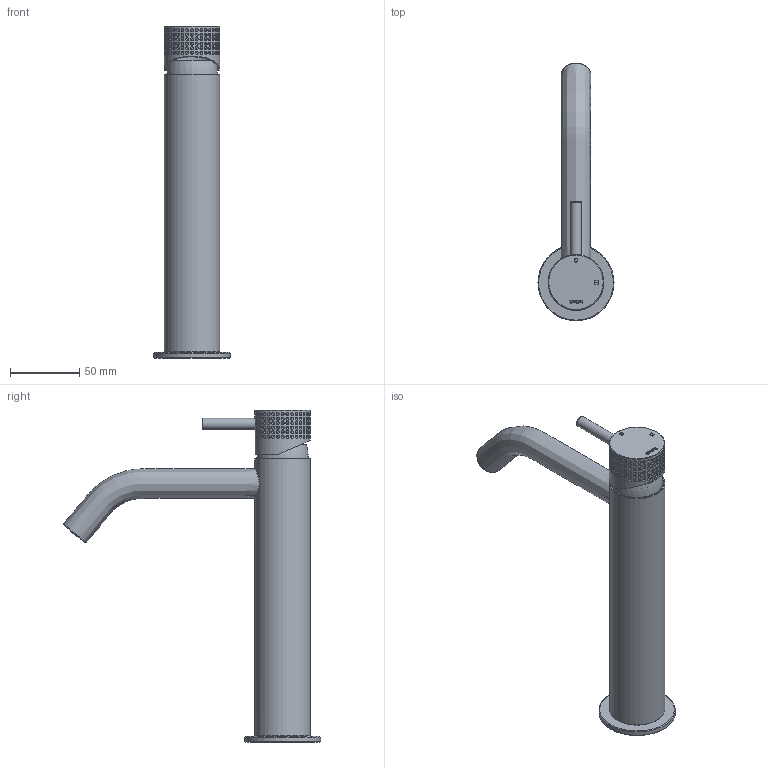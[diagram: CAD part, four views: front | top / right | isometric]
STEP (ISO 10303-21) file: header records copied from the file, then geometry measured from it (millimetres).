
FILE_DESCRIPTION(/* description */ ('Unknown'),/* implementation_level */ '2;1');
FILE_NAME(/* name */ 'AR003MD-00 rel1',/* time_stamp */ '2023-12-15T09:13:16+01:00',/* author */ ('Unknown'),/* organization */ ('Unknown'),/* preprocessor_version */ 'ST-DEVELOPER v18.102',/* originating_system */ 'Solid Edge',/* authorisation */ 'Unknown');
FILE_SCHEMA (('AUTOMOTIVE_DESIGN {1 0 10303 214 3 1 1}'));
Length unit declared in the file: millimetre
Products named in the file (9): AR003MD-00 rel1; AR003-06; AR003-17; CB004-005; AR003-029_oa_0; AR003-04; AR003-26; AR003M-01; AR003M-02
Assembly tree (8 placements, depth 3):
  AR003MD-00 rel1
    AR003-06
    AR003-17
    CB004-005
    AR003-029_oa_0
      AR003-04
      AR003-26
    AR003M-01
    AR003M-02
Bounding box: 55 x 185.79 x 239.7 mm (x, y, z)
Volume: 116795.1 mm3; surface area: 84301 mm2
Topology: 7 solids, 153 shells, 1176 faces, 2757 edges, 1925 vertices
Faces by surface type: plane 634, cylinder 295, sphere 199, cone 35, bspline 9, torus 4
Full cylindrical faces by diameter (mm): 0.75 x146, 0.913 x1, 0.916 x1, 4.134 x3, 7.9 x1, 8 x1, 11 x1, 13.5 x1, 13.8 x1, 14 x1, 15 x2, 15.5 x1, 17 x2, 17.4 x2, 17.417 x2, 17.917 x2, 18.4 x1, 18.75 x1, 19.2 x1, 33.917 x2, 34 x1, 34.2 x1, 35.8 x3, 36.241 x1, 36.5 x1, 37 x1, 37.5 x1, 38 x1, 39 x1, 40 x2
Entity records: 40807 total; most frequent: CARTESIAN_POINT 10589, DIRECTION 4656, ORIENTED_EDGE 3592, AXIS2_PLACEMENT_3D 1930, EDGE_CURVE 1796, FACE_BOUND 1664, EDGE_LOOP 1658, VERTEX_POINT 1400
